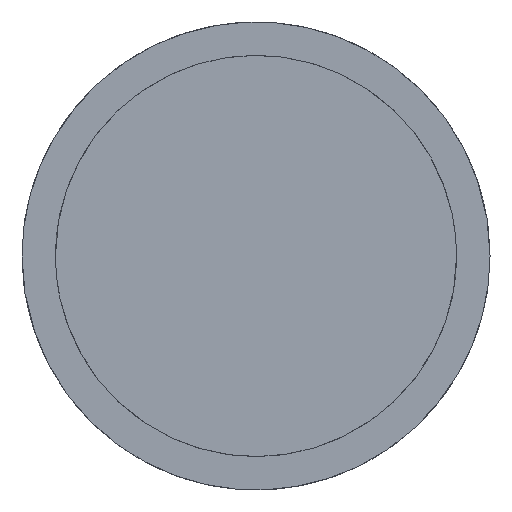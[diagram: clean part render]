
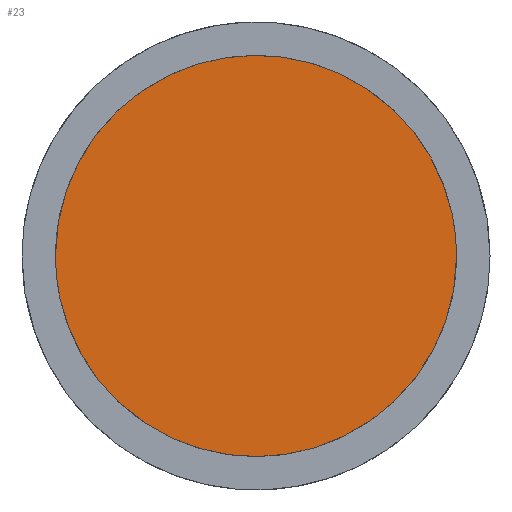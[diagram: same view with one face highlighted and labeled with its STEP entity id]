
A CAD part, top view. The second image highlights one B-rep face of the part: STEP entity #23.
In plain terms, the highlighted planar face has unit normal (0, 0, 1).
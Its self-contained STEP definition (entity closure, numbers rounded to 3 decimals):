
#23=ADVANCED_FACE('',(#43),#233,.T.);
#43=FACE_OUTER_BOUND('',#63,.T.);
#63=EDGE_LOOP('',(#84,#85));
#84=ORIENTED_EDGE('',*,*,#147,.F.);
#85=ORIENTED_EDGE('',*,*,#144,.F.);
#144=EDGE_CURVE('',#203,#205,#177,.T.);
#147=EDGE_CURVE('',#205,#203,#179,.T.);
#177=(
BOUNDED_CURVE()
B_SPLINE_CURVE(2,(#391,#392,#393,#394,#395),.UNSPECIFIED.,.F.,.F.)
B_SPLINE_CURVE_WITH_KNOTS((3,2,3),(-20.,-15.,-10.),.UNSPECIFIED.)
CURVE()
GEOMETRIC_REPRESENTATION_ITEM()
RATIONAL_B_SPLINE_CURVE((1.,0.707,1.,0.707,1.))
REPRESENTATION_ITEM('')
);
#179=(
BOUNDED_CURVE()
B_SPLINE_CURVE(2,(#403,#404,#405,#406,#407),.UNSPECIFIED.,.F.,.F.)
B_SPLINE_CURVE_WITH_KNOTS((3,2,3),(-10.,-5.,0.),.UNSPECIFIED.)
CURVE()
GEOMETRIC_REPRESENTATION_ITEM()
RATIONAL_B_SPLINE_CURVE((1.,0.707,1.,0.707,1.))
REPRESENTATION_ITEM('')
);
#203=VERTEX_POINT('',#381);
#205=VERTEX_POINT('',#383);
#233=PLANE('',#331);
#331=AXIS2_PLACEMENT_3D('',#377,#354,$);
#354=DIRECTION('',(0.,0.,1.));
#377=CARTESIAN_POINT('',(-153.,153.,9849.897));
#381=CARTESIAN_POINT('',(-150.,0.,9849.897));
#383=CARTESIAN_POINT('',(150.,0.,9849.897));
#391=CARTESIAN_POINT('',(-150.,0.,9849.897));
#392=CARTESIAN_POINT('',(-150.,150.,9849.897));
#393=CARTESIAN_POINT('',(0.,150.,9849.897));
#394=CARTESIAN_POINT('',(150.,150.,9849.897));
#395=CARTESIAN_POINT('',(150.,0.,9849.897));
#403=CARTESIAN_POINT('',(150.,0.,9849.897));
#404=CARTESIAN_POINT('',(150.,-150.,9849.897));
#405=CARTESIAN_POINT('',(0.,-150.,9849.897));
#406=CARTESIAN_POINT('',(-150.,-150.,9849.897));
#407=CARTESIAN_POINT('',(-150.,0.,9849.897));
